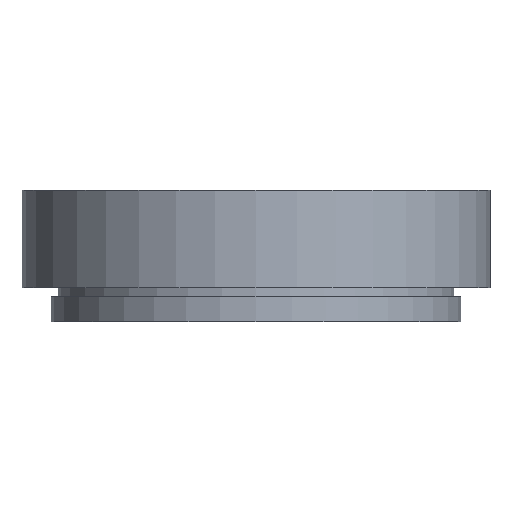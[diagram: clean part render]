
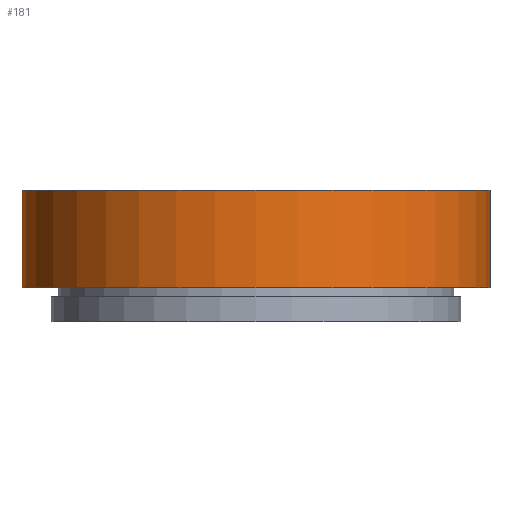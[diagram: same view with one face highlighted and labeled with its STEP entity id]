
A CAD part, left-side view. The second image highlights one B-rep face of the part: STEP entity #181.
In plain terms, the highlighted cylindrical face has radius 24 mm (diameter 48 mm), a partial arc.
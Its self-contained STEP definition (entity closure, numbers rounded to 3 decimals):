
#4 = EDGE_CURVE ( 'NONE', #16, #7, #199, .T. ) ;
#7 = VERTEX_POINT ( 'NONE', #190 ) ;
#13 = VERTEX_POINT ( 'NONE', #182 ) ;
#16 = VERTEX_POINT ( 'NONE', #233 ) ;
#17 = EDGE_CURVE ( 'NONE', #13, #24, #232, .T. ) ;
#24 = VERTEX_POINT ( 'NONE', #213 ) ;
#111 = EDGE_LOOP ( 'NONE', ( #113, #129, #122, #131 ) ) ;
#112 = EDGE_CURVE ( 'NONE', #13, #16, #368, .T. ) ;
#113 = ORIENTED_EDGE ( 'NONE', *, *, #17, .F. ) ;
#122 = ORIENTED_EDGE ( 'NONE', *, *, #4, .T. ) ;
#127 = EDGE_CURVE ( 'NONE', #24, #7, #405, .T. ) ;
#129 = ORIENTED_EDGE ( 'NONE', *, *, #112, .T. ) ;
#131 = ORIENTED_EDGE ( 'NONE', *, *, #127, .F. ) ;
#181 = ADVANCED_FACE ( 'NONE', ( #464 ), #463, .T. ) ;
#182 = CARTESIAN_POINT ( 'NONE',  ( 0., -24., 0. ) ) ;
#190 = CARTESIAN_POINT ( 'NONE',  ( 0., 24., -10. ) ) ;
#196 = DIRECTION ( 'NONE',  ( 0., 0., -1. ) ) ;
#197 = VECTOR ( 'NONE', #196, 1000. ) ;
#198 = CARTESIAN_POINT ( 'NONE',  ( 0., 24., 0. ) ) ;
#199 = LINE ( 'NONE', #198, #197 ) ;
#213 = CARTESIAN_POINT ( 'NONE',  ( 0., -24., -10. ) ) ;
#229 = DIRECTION ( 'NONE',  ( 0., 0., -1. ) ) ;
#230 = VECTOR ( 'NONE', #229, 1000. ) ;
#231 = CARTESIAN_POINT ( 'NONE',  ( 0., -24., 0. ) ) ;
#232 = LINE ( 'NONE', #231, #230 ) ;
#233 = CARTESIAN_POINT ( 'NONE',  ( 0., 24., 0. ) ) ;
#364 = DIRECTION ( 'NONE',  ( 0., 1., 0. ) ) ;
#365 = DIRECTION ( 'NONE',  ( 0., 0., -1. ) ) ;
#366 = CARTESIAN_POINT ( 'NONE',  ( 0., 0., 0. ) ) ;
#367 = AXIS2_PLACEMENT_3D ( 'NONE', #366, #365, #364 ) ;
#368 = CIRCLE ( 'NONE', #367, 24. ) ;
#401 = DIRECTION ( 'NONE',  ( 0., 1., 0. ) ) ;
#402 = DIRECTION ( 'NONE',  ( 0., 0., -1. ) ) ;
#403 = CARTESIAN_POINT ( 'NONE',  ( 0., 0., -10. ) ) ;
#404 = AXIS2_PLACEMENT_3D ( 'NONE', #403, #402, #401 ) ;
#405 = CIRCLE ( 'NONE', #404, 24. ) ;
#458 = DIRECTION ( 'NONE',  ( 0., 1., 0. ) ) ;
#459 = DIRECTION ( 'NONE',  ( 0., 0., -1. ) ) ;
#460 = AXIS2_PLACEMENT_3D ( 'NONE', #462, #459, #458 ) ;
#462 = CARTESIAN_POINT ( 'NONE',  ( 0., 0., 0. ) ) ;
#463 = CYLINDRICAL_SURFACE ( 'NONE', #460, 24. ) ;
#464 = FACE_OUTER_BOUND ( 'NONE', #111, .T. ) ;
